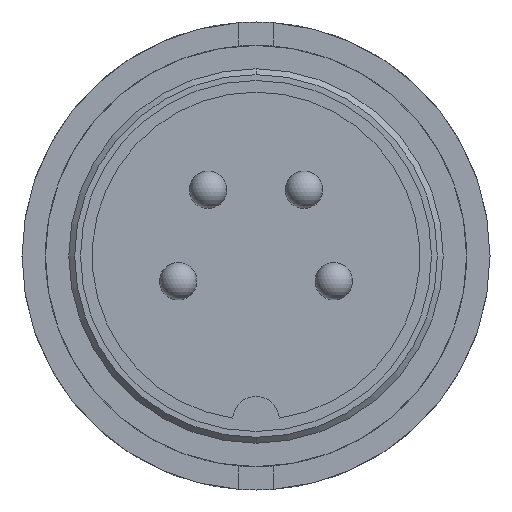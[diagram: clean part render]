
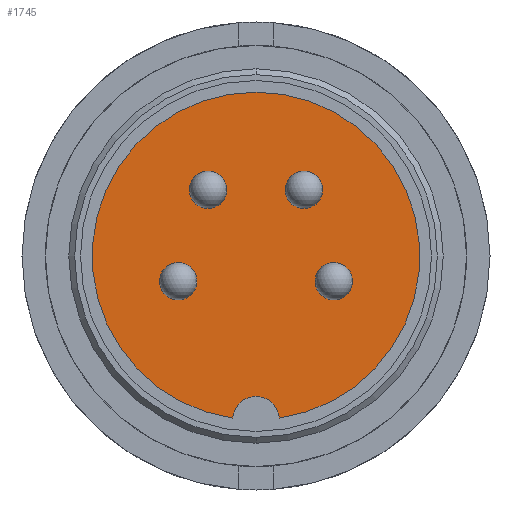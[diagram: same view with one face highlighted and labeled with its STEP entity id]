
A CAD part, front view. The second image highlights one B-rep face of the part: STEP entity #1745.
In plain terms, the highlighted planar face has unit normal (0, -1, 0).
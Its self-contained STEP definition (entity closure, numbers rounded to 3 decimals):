
#443=CARTESIAN_POINT('',(2.85,-8.5,2.83));
#444=VERTEX_POINT('',#443);
#453=CARTESIAN_POINT('',(1.25,-8.5,2.83));
#454=VERTEX_POINT('',#453);
#455=CARTESIAN_POINT('',(2.05,-8.5,2.83));
#456=DIRECTION('',(0.0,1.0,0.0));
#457=DIRECTION('',(1.0,0.0,0.0));
#458=AXIS2_PLACEMENT_3D('',#455,#456,#457);
#459=CIRCLE('',#458,0.8);
#460=EDGE_CURVE('',#454,#444,#459,.T.);
#485=CARTESIAN_POINT('',(-1.25,-8.5,2.83));
#486=VERTEX_POINT('',#485);
#495=CARTESIAN_POINT('',(-2.85,-8.5,2.83));
#496=VERTEX_POINT('',#495);
#497=CARTESIAN_POINT('',(-2.05,-8.5,2.83));
#498=DIRECTION('',(0.0,1.0,0.0));
#499=DIRECTION('',(1.0,0.0,0.0));
#500=AXIS2_PLACEMENT_3D('',#497,#498,#499);
#501=CIRCLE('',#500,0.8);
#502=EDGE_CURVE('',#496,#486,#501,.T.);
#527=CARTESIAN_POINT('',(-2.525,-8.5,-1.08));
#528=VERTEX_POINT('',#527);
#537=CARTESIAN_POINT('',(-4.125,-8.5,-1.08));
#538=VERTEX_POINT('',#537);
#539=CARTESIAN_POINT('',(-3.325,-8.5,-1.08));
#540=DIRECTION('',(0.0,1.0,0.0));
#541=DIRECTION('',(1.0,0.0,0.0));
#542=AXIS2_PLACEMENT_3D('',#539,#540,#541);
#543=CIRCLE('',#542,0.8);
#544=EDGE_CURVE('',#538,#528,#543,.T.);
#569=CARTESIAN_POINT('',(4.125,-8.5,-1.08));
#570=VERTEX_POINT('',#569);
#579=CARTESIAN_POINT('',(2.525,-8.5,-1.08));
#580=VERTEX_POINT('',#579);
#581=CARTESIAN_POINT('',(3.325,-8.5,-1.08));
#582=DIRECTION('',(0.0,1.0,0.0));
#583=DIRECTION('',(1.0,0.0,0.0));
#584=AXIS2_PLACEMENT_3D('',#581,#582,#583);
#585=CIRCLE('',#584,0.8);
#586=EDGE_CURVE('',#580,#570,#585,.T.);
#613=CARTESIAN_POINT('',(0.,-8.5,7.));
#614=VERTEX_POINT('',#613);
#630=CARTESIAN_POINT('',(-0.997,-8.5,-6.929));
#631=VERTEX_POINT('',#630);
#638=CARTESIAN_POINT('',(0.0,-8.5,0.));
#639=DIRECTION('',(0.0,1.0,0.0));
#640=DIRECTION('',(0.0,0.0,1.0));
#641=AXIS2_PLACEMENT_3D('',#638,#639,#640);
#642=CIRCLE('',#641,7.);
#643=EDGE_CURVE('',#631,#614,#642,.T.);
#1670=CARTESIAN_POINT('',(0.997,-8.5,-6.929));
#1671=VERTEX_POINT('',#1670);
#1678=CARTESIAN_POINT('',(0.0,-8.5,-7.));
#1679=DIRECTION('',(0.0,1.0,0.0));
#1680=DIRECTION('',(-0.997,0.0,0.071));
#1681=AXIS2_PLACEMENT_3D('',#1678,#1679,#1680);
#1682=CIRCLE('',#1681,1.0);
#1683=EDGE_CURVE('',#631,#1671,#1682,.T.);
#1689=CARTESIAN_POINT('',(0.0,-8.5,3.5));
#1690=DIRECTION('',(0.0,-1.0,0.0));
#1691=DIRECTION('',(0.0,0.0,-1.0));
#1692=AXIS2_PLACEMENT_3D('',#1689,#1690,#1691);
#1693=PLANE('',#1692);
#1694=ORIENTED_EDGE('',*,*,#1683,.T.);
#1695=CARTESIAN_POINT('',(0.0,-8.5,0.));
#1696=DIRECTION('',(0.0,1.0,0.0));
#1697=DIRECTION('',(0.0,0.0,1.0));
#1698=AXIS2_PLACEMENT_3D('',#1695,#1696,#1697);
#1699=CIRCLE('',#1698,7.);
#1700=EDGE_CURVE('',#614,#1671,#1699,.T.);
#1701=ORIENTED_EDGE('',*,*,#1700,.F.);
#1702=ORIENTED_EDGE('',*,*,#643,.F.);
#1703=EDGE_LOOP('',(#1694,#1701,#1702));
#1704=FACE_OUTER_BOUND('',#1703,.T.);
#1705=ORIENTED_EDGE('',*,*,#460,.T.);
#1706=CARTESIAN_POINT('',(2.05,-8.5,2.83));
#1707=DIRECTION('',(0.0,1.0,0.0));
#1708=DIRECTION('',(1.0,0.0,0.0));
#1709=AXIS2_PLACEMENT_3D('',#1706,#1707,#1708);
#1710=CIRCLE('',#1709,0.8);
#1711=EDGE_CURVE('',#444,#454,#1710,.T.);
#1712=ORIENTED_EDGE('',*,*,#1711,.T.);
#1713=EDGE_LOOP('',(#1705,#1712));
#1714=FACE_BOUND('',#1713,.T.);
#1715=ORIENTED_EDGE('',*,*,#586,.T.);
#1716=CARTESIAN_POINT('',(3.325,-8.5,-1.08));
#1717=DIRECTION('',(0.0,1.0,0.0));
#1718=DIRECTION('',(1.0,0.0,0.0));
#1719=AXIS2_PLACEMENT_3D('',#1716,#1717,#1718);
#1720=CIRCLE('',#1719,0.8);
#1721=EDGE_CURVE('',#570,#580,#1720,.T.);
#1722=ORIENTED_EDGE('',*,*,#1721,.T.);
#1723=EDGE_LOOP('',(#1715,#1722));
#1724=FACE_BOUND('',#1723,.T.);
#1725=ORIENTED_EDGE('',*,*,#544,.T.);
#1726=CARTESIAN_POINT('',(-3.325,-8.5,-1.08));
#1727=DIRECTION('',(0.0,1.0,0.0));
#1728=DIRECTION('',(1.0,0.0,0.0));
#1729=AXIS2_PLACEMENT_3D('',#1726,#1727,#1728);
#1730=CIRCLE('',#1729,0.8);
#1731=EDGE_CURVE('',#528,#538,#1730,.T.);
#1732=ORIENTED_EDGE('',*,*,#1731,.T.);
#1733=EDGE_LOOP('',(#1725,#1732));
#1734=FACE_BOUND('',#1733,.T.);
#1735=ORIENTED_EDGE('',*,*,#502,.T.);
#1736=CARTESIAN_POINT('',(-2.05,-8.5,2.83));
#1737=DIRECTION('',(0.0,1.0,0.0));
#1738=DIRECTION('',(1.0,0.0,0.0));
#1739=AXIS2_PLACEMENT_3D('',#1736,#1737,#1738);
#1740=CIRCLE('',#1739,0.8);
#1741=EDGE_CURVE('',#486,#496,#1740,.T.);
#1742=ORIENTED_EDGE('',*,*,#1741,.T.);
#1743=EDGE_LOOP('',(#1735,#1742));
#1744=FACE_BOUND('',#1743,.T.);
#1745=ADVANCED_FACE('',(#1704,#1714,#1724,#1734,#1744),#1693,.T.);
